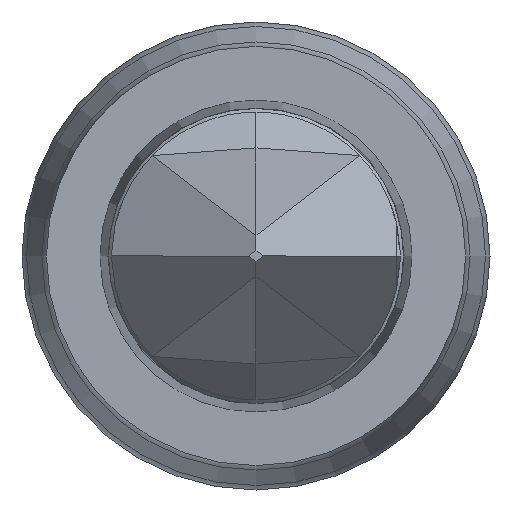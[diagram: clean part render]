
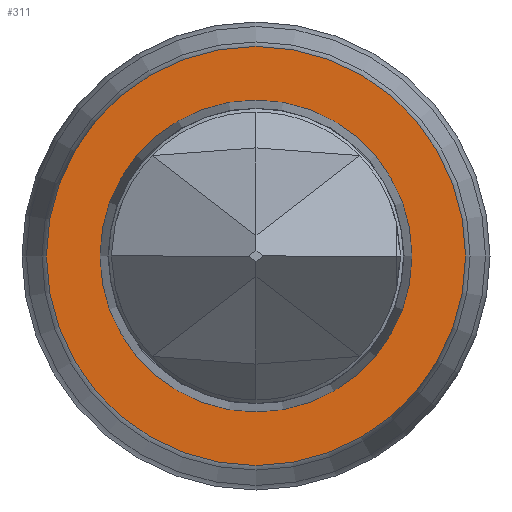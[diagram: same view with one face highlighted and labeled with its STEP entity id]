
A CAD part, left-side view. The second image highlights one B-rep face of the part: STEP entity #311.
In plain terms, the highlighted planar face has unit normal (-1, 0, 0).
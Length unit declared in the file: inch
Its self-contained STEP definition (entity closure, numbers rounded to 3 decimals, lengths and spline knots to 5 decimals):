
#2 = EDGE_LOOP ( 'NONE', ( #510 ) ) ;
#7 = CIRCLE ( 'NONE', #917, 0.018 ) ;
#19 = AXIS2_PLACEMENT_3D ( 'NONE', #466, #777, #622 ) ;
#42 = PLANE ( 'NONE',  #19 ) ;
#106 = CARTESIAN_POINT ( 'NONE',  ( 0., 0., 0. ) ) ;
#195 = EDGE_CURVE ( 'NONE', #642, #642, #772, .T. ) ;
#285 = CARTESIAN_POINT ( 'NONE',  ( 0., 0., 0. ) ) ;
#302 = DIRECTION ( 'NONE',  ( 0., 0., -1. ) ) ;
#311 = ADVANCED_FACE ( 'NONE', ( #799, #365 ), #42, .T. ) ;
#365 = FACE_OUTER_BOUND ( 'NONE', #487, .T. ) ;
#367 = ORIENTED_EDGE ( 'NONE', *, *, #1030, .T. ) ;
#466 = CARTESIAN_POINT ( 'NONE',  ( 0., -0.018, 0. ) ) ;
#487 = EDGE_LOOP ( 'NONE', ( #367 ) ) ;
#510 = ORIENTED_EDGE ( 'NONE', *, *, #195, .F. ) ;
#622 = DIRECTION ( 'NONE',  ( 0., 0., -1. ) ) ;
#642 = VERTEX_POINT ( 'NONE', #705 ) ;
#705 = CARTESIAN_POINT ( 'NONE',  ( 0., -0.01339, 0. ) ) ;
#767 = DIRECTION ( 'NONE',  ( -1., 0., 0. ) ) ;
#772 = CIRCLE ( 'NONE', #794, 0.01339 ) ;
#777 = DIRECTION ( 'NONE',  ( -1., 0., 0. ) ) ;
#794 = AXIS2_PLACEMENT_3D ( 'NONE', #106, #767, #942 ) ;
#799 = FACE_BOUND ( 'NONE', #2, .T. ) ;
#868 = DIRECTION ( 'NONE',  ( -1., 0., 0. ) ) ;
#872 = CARTESIAN_POINT ( 'NONE',  ( 0., 0., -0.018 ) ) ;
#917 = AXIS2_PLACEMENT_3D ( 'NONE', #285, #868, #302 ) ;
#942 = DIRECTION ( 'NONE',  ( 0., -1., 0. ) ) ;
#1030 = EDGE_CURVE ( 'NONE', #1044, #1044, #7, .T. ) ;
#1044 = VERTEX_POINT ( 'NONE', #872 ) ;
